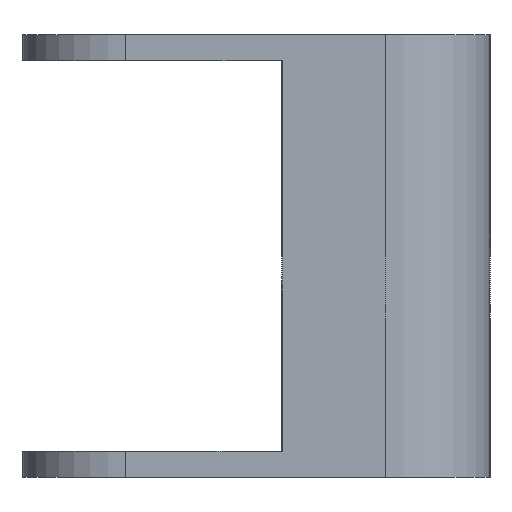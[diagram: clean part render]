
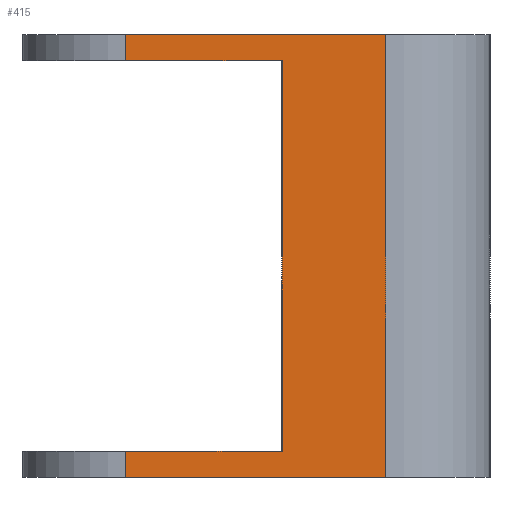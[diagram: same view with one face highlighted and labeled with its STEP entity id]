
A CAD part, left-side view. The second image highlights one B-rep face of the part: STEP entity #415.
In plain terms, the highlighted planar face has unit normal (-1, 0, 0).
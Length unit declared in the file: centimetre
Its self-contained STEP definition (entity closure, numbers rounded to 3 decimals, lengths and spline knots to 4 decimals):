
#11 = VERTEX_POINT ( 'NONE', #175 ) ;
#22 = EDGE_CURVE ( 'NONE', #302, #820, #549, .T. ) ;
#36 = LINE ( 'NONE', #483, #153 ) ;
#41 = DIRECTION ( 'NONE',  ( 0., 0., -1. ) ) ;
#80 = CARTESIAN_POINT ( 'NONE',  ( -3.4, 0., 1.7 ) ) ;
#84 = VECTOR ( 'NONE', #839, 100. ) ;
#85 = PLANE ( 'NONE',  #121 ) ;
#89 = LINE ( 'NONE', #295, #382 ) ;
#107 = CARTESIAN_POINT ( 'NONE',  ( -3.4, 0.4, 1.6 ) ) ;
#114 = VERTEX_POINT ( 'NONE', #728 ) ;
#116 = VECTOR ( 'NONE', #738, 100. ) ;
#121 = AXIS2_PLACEMENT_3D ( 'NONE', #677, #611, #476 ) ;
#153 = VECTOR ( 'NONE', #351, 100. ) ;
#175 = CARTESIAN_POINT ( 'NONE',  ( -3.4, 0.4, 0.1 ) ) ;
#178 = LINE ( 'NONE', #434, #254 ) ;
#189 = CARTESIAN_POINT ( 'NONE',  ( -3.4, 1., 1.7 ) ) ;
#229 = FACE_OUTER_BOUND ( 'NONE', #560, .T. ) ;
#236 = LINE ( 'NONE', #491, #478 ) ;
#242 = CARTESIAN_POINT ( 'NONE',  ( -3.4, 0., 0. ) ) ;
#246 = CARTESIAN_POINT ( 'NONE',  ( -3.4, 0., 1.7 ) ) ;
#254 = VECTOR ( 'NONE', #41, 100. ) ;
#276 = VECTOR ( 'NONE', #315, 100. ) ;
#281 = ORIENTED_EDGE ( 'NONE', *, *, #680, .F. ) ;
#295 = CARTESIAN_POINT ( 'NONE',  ( -3.4, 1., 1.7 ) ) ;
#296 = EDGE_CURVE ( 'NONE', #838, #302, #403, .T. ) ;
#302 = VERTEX_POINT ( 'NONE', #246 ) ;
#315 = DIRECTION ( 'NONE',  ( 0., 1., 0. ) ) ;
#351 = DIRECTION ( 'NONE',  ( 0., -1., 0. ) ) ;
#363 = VECTOR ( 'NONE', #818, 100. ) ;
#366 = EDGE_CURVE ( 'NONE', #114, #636, #696, .T. ) ;
#373 = EDGE_CURVE ( 'NONE', #838, #636, #178, .T. ) ;
#382 = VECTOR ( 'NONE', #407, 100. ) ;
#403 = LINE ( 'NONE', #80, #84 ) ;
#407 = DIRECTION ( 'NONE',  ( 0., 0., -1. ) ) ;
#415 = ADVANCED_FACE ( 'NONE', ( #229 ), #85, .F. ) ;
#427 = ORIENTED_EDGE ( 'NONE', *, *, #296, .F. ) ;
#434 = CARTESIAN_POINT ( 'NONE',  ( -3.4, 1., 1.7 ) ) ;
#448 = ORIENTED_EDGE ( 'NONE', *, *, #373, .T. ) ;
#474 = CARTESIAN_POINT ( 'NONE',  ( -3.4, 0.4, 1.6 ) ) ;
#476 = DIRECTION ( 'NONE',  ( 0., 0., -1. ) ) ;
#478 = VECTOR ( 'NONE', #810, 100. ) ;
#483 = CARTESIAN_POINT ( 'NONE',  ( -3.4, 0., 0. ) ) ;
#491 = CARTESIAN_POINT ( 'NONE',  ( -3.4, 0.4, 0.1 ) ) ;
#495 = ORIENTED_EDGE ( 'NONE', *, *, #605, .T. ) ;
#500 = EDGE_CURVE ( 'NONE', #783, #777, #89, .T. ) ;
#503 = CARTESIAN_POINT ( 'NONE',  ( -3.4, 1., 0. ) ) ;
#549 = LINE ( 'NONE', #628, #363 ) ;
#556 = ORIENTED_EDGE ( 'NONE', *, *, #22, .F. ) ;
#558 = CARTESIAN_POINT ( 'NONE',  ( -3.4, 1., 1.6 ) ) ;
#560 = EDGE_LOOP ( 'NONE', ( #448, #621, #699, #281, #588, #495, #556, #427 ) ) ;
#588 = ORIENTED_EDGE ( 'NONE', *, *, #500, .T. ) ;
#605 = EDGE_CURVE ( 'NONE', #777, #820, #36, .T. ) ;
#611 = DIRECTION ( 'NONE',  ( 1., 0., 0. ) ) ;
#621 = ORIENTED_EDGE ( 'NONE', *, *, #366, .F. ) ;
#628 = CARTESIAN_POINT ( 'NONE',  ( -3.4, 0., 1.7 ) ) ;
#636 = VERTEX_POINT ( 'NONE', #558 ) ;
#677 = CARTESIAN_POINT ( 'NONE',  ( -3.4, 0., 1.7 ) ) ;
#680 = EDGE_CURVE ( 'NONE', #783, #11, #236, .T. ) ;
#696 = LINE ( 'NONE', #107, #276 ) ;
#699 = ORIENTED_EDGE ( 'NONE', *, *, #710, .F. ) ;
#708 = CARTESIAN_POINT ( 'NONE',  ( -3.4, 1., 0.1 ) ) ;
#710 = EDGE_CURVE ( 'NONE', #11, #114, #806, .T. ) ;
#728 = CARTESIAN_POINT ( 'NONE',  ( -3.4, 0.4, 1.6 ) ) ;
#738 = DIRECTION ( 'NONE',  ( 0., 0., 1. ) ) ;
#777 = VERTEX_POINT ( 'NONE', #503 ) ;
#783 = VERTEX_POINT ( 'NONE', #708 ) ;
#806 = LINE ( 'NONE', #474, #116 ) ;
#810 = DIRECTION ( 'NONE',  ( 0., -1., 0. ) ) ;
#818 = DIRECTION ( 'NONE',  ( 0., 0., -1. ) ) ;
#820 = VERTEX_POINT ( 'NONE', #242 ) ;
#838 = VERTEX_POINT ( 'NONE', #189 ) ;
#839 = DIRECTION ( 'NONE',  ( 0., -1., 0. ) ) ;
